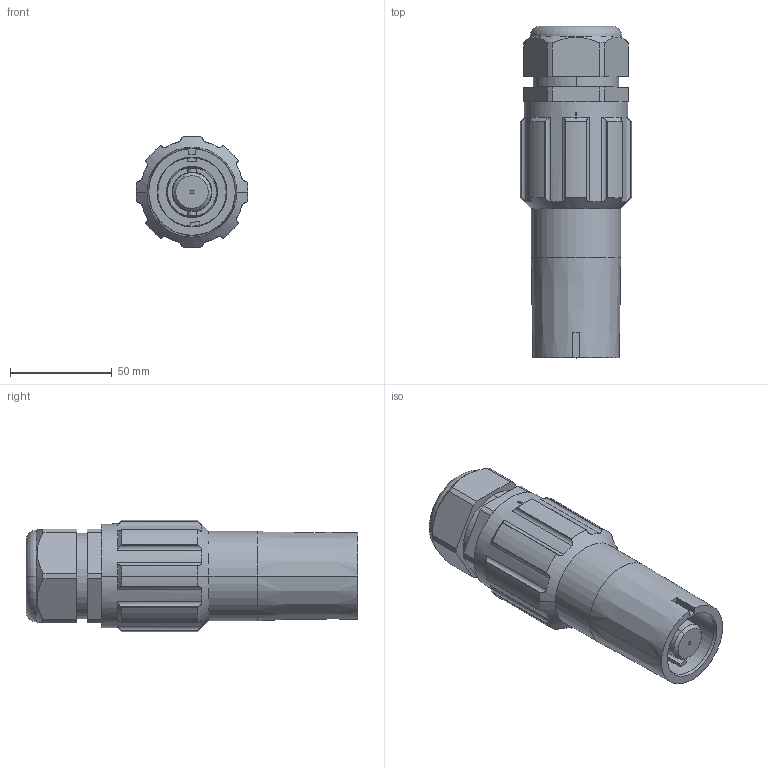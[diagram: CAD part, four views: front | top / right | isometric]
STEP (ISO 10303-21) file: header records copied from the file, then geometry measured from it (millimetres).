
FILE_DESCRIPTION (( 'STEP AP214' ), '1' );
FILE_NAME ('SPPC-PWL-LS-E-GN-C-185-OS.STEP', '2019-07-24T08:51:54', ( '' ), ( '' ), 'SwSTEP 2.0', 'SolidWorks 2018', '' );
FILE_SCHEMA (( 'AUTOMOTIVE_DESIGN' ));
Length unit declared in the file: millimetre
Products named in the file (1): SPPC-PWL-LS-E-GN-C-185-OS
Bounding box: 55 x 163.25 x 54.88 mm (x, y, z)
Volume: 227578.5 mm3; surface area: 49294.6 mm2
Topology: 1 solids, 3 shells, 216 faces, 543 edges, 350 vertices
Faces by surface type: cylinder 95, plane 83, cone 36, torus 2
Entity records: 9158 total; most frequent: CARTESIAN_POINT 2609, DIRECTION 1106, ORIENTED_EDGE 1086, EDGE_CURVE 543, AXIS2_PLACEMENT_3D 423, VERTEX_POINT 350, VECTOR 260, LINE 260
